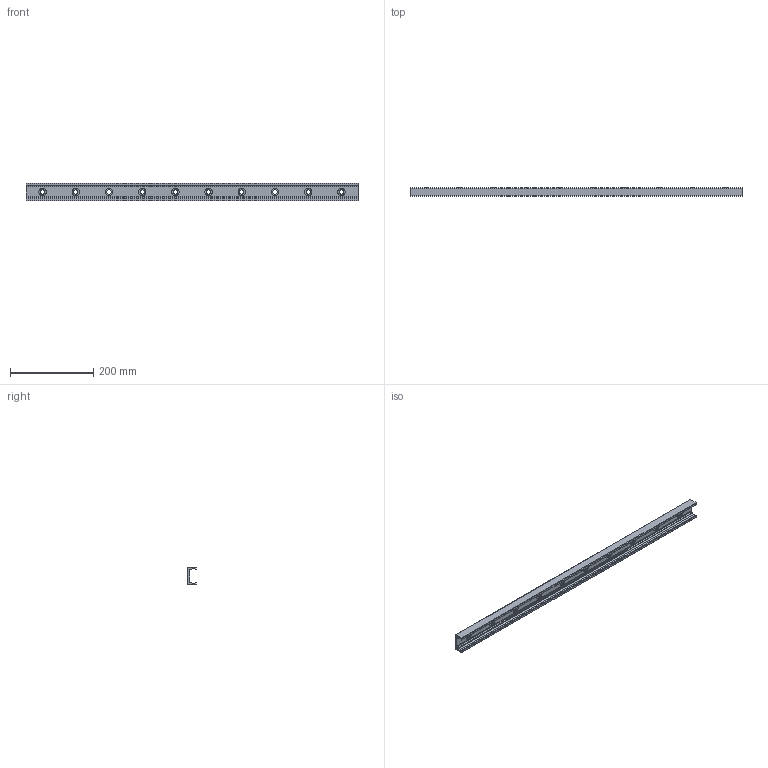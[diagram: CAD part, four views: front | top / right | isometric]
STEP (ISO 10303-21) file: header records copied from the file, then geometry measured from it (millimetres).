
FILE_DESCRIPTION((''),'2;1');
FILE_NAME('LCX 43-0800.C.stp','2016-04-28T09:22:38',('MRathmann'),(''),'Autodesk Inventor 2012','Autodesk Inventor 2012','');
FILE_SCHEMA(('CONFIG_CONTROL_DESIGN'));
Length unit declared in the file: millimetre
Products named in the file (1): LCX 43-0800.C
Bounding box: 800 x 21 x 43 mm (x, y, z)
Volume: 270008.8 mm3; surface area: 128673.8 mm2
Topology: 1 solids, 1 shells, 58 faces, 148 edges, 102 vertices
Faces by surface type: cylinder 33, plane 25
Full cylindrical faces by diameter (mm): 10.5 x10, 18 x10
Entity records: 1674 total; most frequent: DIRECTION 302, CARTESIAN_POINT 269, ORIENTED_EDGE 236, AXIS2_PLACEMENT_3D 125, EDGE_CURVE 118, EDGE_LOOP 108, VERTEX_POINT 92, CIRCLE 66
